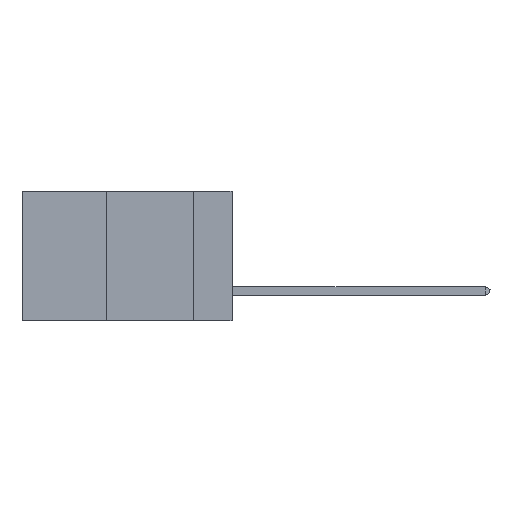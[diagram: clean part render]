
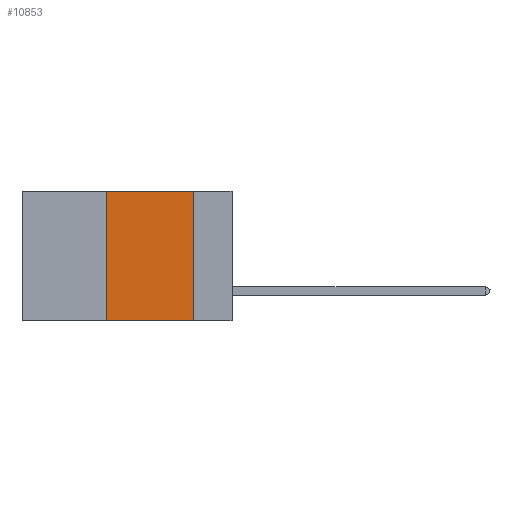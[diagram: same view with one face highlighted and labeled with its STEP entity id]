
A CAD part, left-side view. The second image highlights one B-rep face of the part: STEP entity #10853.
In plain terms, the highlighted planar face has unit normal (-1, 0, 0).
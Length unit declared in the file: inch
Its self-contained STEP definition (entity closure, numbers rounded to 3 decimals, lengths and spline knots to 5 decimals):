
#401 = VECTOR ( 'NONE', #41487, 39.37008 ) ;
#682 = PLANE ( 'NONE',  #11770 ) ;
#2114 = ORIENTED_EDGE ( 'NONE', *, *, #17257, .T. ) ;
#3898 = ORIENTED_EDGE ( 'NONE', *, *, #29644, .F. ) ;
#5447 = ORIENTED_EDGE ( 'NONE', *, *, #17519, .F. ) ;
#5743 = VERTEX_POINT ( 'NONE', #36020 ) ;
#6971 = CARTESIAN_POINT ( 'NONE',  ( 0., 0.36, 0. ) ) ;
#8584 = VECTOR ( 'NONE', #33493, 39.37008 ) ;
#10130 = VECTOR ( 'NONE', #32601, 39.37008 ) ;
#10853 = ADVANCED_FACE ( 'NONE', ( #34761 ), #682, .F. ) ;
#11488 = DIRECTION ( 'NONE',  ( 1., 0., 0. ) ) ;
#11588 = VERTEX_POINT ( 'NONE', #31247 ) ;
#11770 = AXIS2_PLACEMENT_3D ( 'NONE', #23279, #11488, #27515 ) ;
#12932 = CARTESIAN_POINT ( 'NONE',  ( 0., 0.11, 0. ) ) ;
#14749 = LINE ( 'NONE', #12932, #21266 ) ;
#15911 = EDGE_CURVE ( 'NONE', #5743, #34719, #14749, .T. ) ;
#17169 = LINE ( 'NONE', #40055, #8584 ) ;
#17257 = EDGE_CURVE ( 'NONE', #11588, #34719, #17169, .T. ) ;
#17519 = EDGE_CURVE ( 'NONE', #39560, #5743, #40489, .T. ) ;
#21266 = VECTOR ( 'NONE', #35794, 39.37008 ) ;
#22567 = CARTESIAN_POINT ( 'NONE',  ( 0., 0.6, 0. ) ) ;
#23279 = CARTESIAN_POINT ( 'NONE',  ( 0., 0.6, 0. ) ) ;
#25043 = CARTESIAN_POINT ( 'NONE',  ( 0., 0.11, -0.37 ) ) ;
#25057 = EDGE_LOOP ( 'NONE', ( #40747, #5447, #3898, #2114 ) ) ;
#27515 = DIRECTION ( 'NONE',  ( 0., 0., -1. ) ) ;
#29644 = EDGE_CURVE ( 'NONE', #11588, #39560, #34424, .T. ) ;
#30649 = CARTESIAN_POINT ( 'NONE',  ( 0., 0.36, 0. ) ) ;
#31247 = CARTESIAN_POINT ( 'NONE',  ( 0., 0.36, -0.37 ) ) ;
#32601 = DIRECTION ( 'NONE',  ( 0., 0., 1. ) ) ;
#33493 = DIRECTION ( 'NONE',  ( 0., -1., 0. ) ) ;
#34424 = LINE ( 'NONE', #6971, #10130 ) ;
#34719 = VERTEX_POINT ( 'NONE', #25043 ) ;
#34761 = FACE_OUTER_BOUND ( 'NONE', #25057, .T. ) ;
#35794 = DIRECTION ( 'NONE',  ( 0., 0., -1. ) ) ;
#36020 = CARTESIAN_POINT ( 'NONE',  ( 0., 0.11, 0. ) ) ;
#39560 = VERTEX_POINT ( 'NONE', #30649 ) ;
#40055 = CARTESIAN_POINT ( 'NONE',  ( 0., 0.6, -0.37 ) ) ;
#40489 = LINE ( 'NONE', #22567, #401 ) ;
#40747 = ORIENTED_EDGE ( 'NONE', *, *, #15911, .F. ) ;
#41487 = DIRECTION ( 'NONE',  ( 0., -1., 0. ) ) ;
